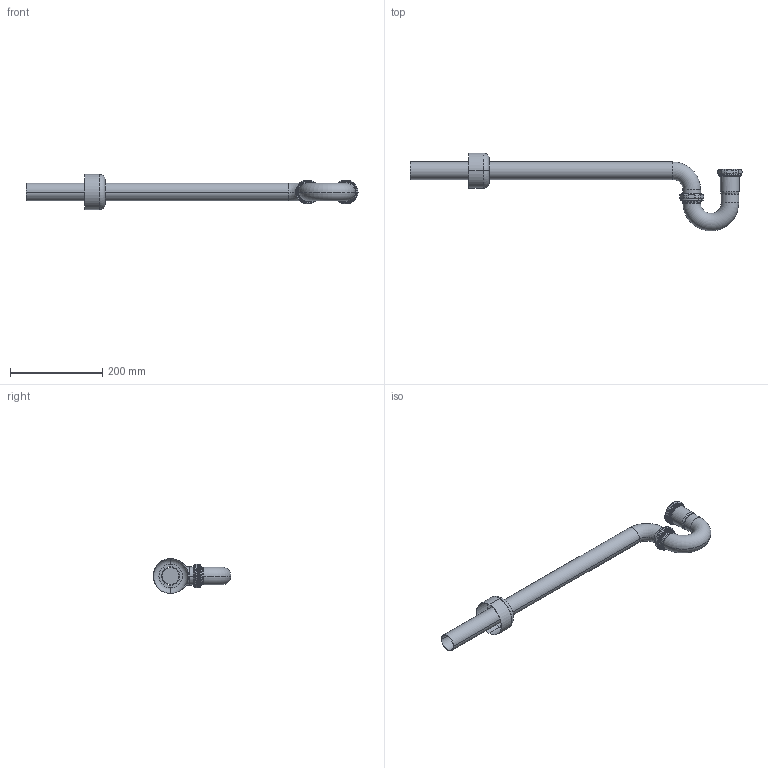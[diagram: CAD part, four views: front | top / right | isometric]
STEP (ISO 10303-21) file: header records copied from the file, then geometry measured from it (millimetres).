
FILE_DESCRIPTION((''),'2;1');
FILE_NAME('3013-1','2021-06-07T20:16:38',('NSantos'),(''),'CREO PARAMETRIC BY PTC INC, 2018500','CREO PARAMETRIC BY PTC INC, 2018500','');
FILE_SCHEMA(('CONFIG_CONTROL_DESIGN'));
Length unit declared in the file: inch
Products named in the file (1): 3013-1
Bounding box: 718.31 x 168.21 x 76.2 mm (x, y, z)
Volume: 591607 mm3; surface area: 296350.2 mm2
Topology: 3 solids, 8 shells, 255 faces, 638 edges, 390 vertices
Faces by surface type: cylinder 109, torus 54, plane 49, bspline 25, cone 18
Entity records: 13506 total; most frequent: CARTESIAN_POINT 7597, DIRECTION 1228, ORIENTED_EDGE 1209, EDGE_CURVE 638, AXIS2_PLACEMENT_3D 528, VERTEX_POINT 390, CIRCLE 297, EDGE_LOOP 270
